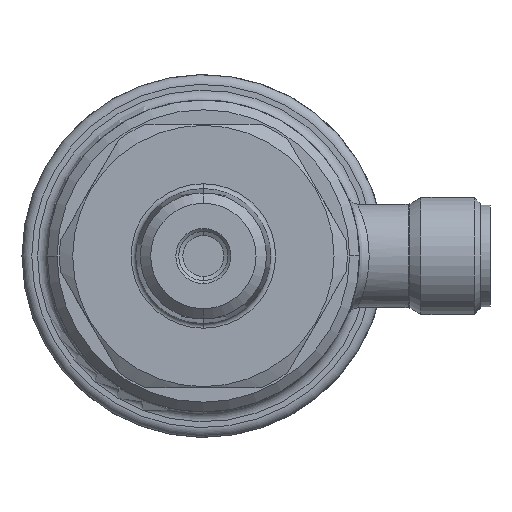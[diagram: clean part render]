
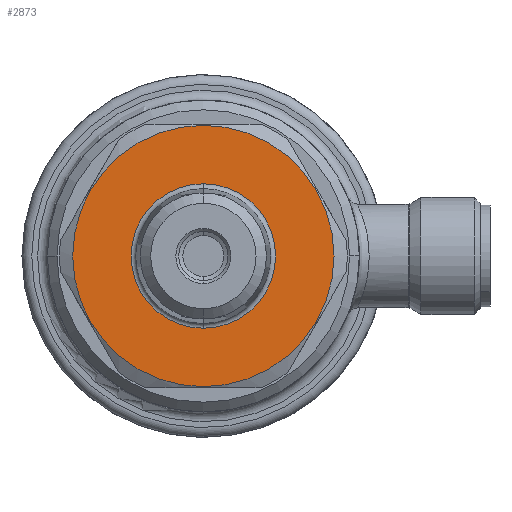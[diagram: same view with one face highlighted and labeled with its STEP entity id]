
A CAD part, front view. The second image highlights one B-rep face of the part: STEP entity #2873.
In plain terms, the highlighted planar face has unit normal (0, -1, 0).
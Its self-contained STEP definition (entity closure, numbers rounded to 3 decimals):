
#57 = CIRCLE ( 'NONE', #1219, 13.4 ) ;
#83 = DIRECTION ( 'NONE',  ( 0., 0., -1. ) ) ;
#100 = DIRECTION ( 'NONE',  ( 0., -1., 0. ) ) ;
#226 = CARTESIAN_POINT ( 'NONE',  ( 13.4, 17., 0. ) ) ;
#264 = EDGE_LOOP ( 'NONE', ( #5774, #5231 ) ) ;
#466 = EDGE_LOOP ( 'NONE', ( #4178, #3253 ) ) ;
#475 = VERTEX_POINT ( 'NONE', #5444 ) ;
#656 = AXIS2_PLACEMENT_3D ( 'NONE', #1988, #6346, #2661 ) ;
#673 = VERTEX_POINT ( 'NONE', #3567 ) ;
#700 = DIRECTION ( 'NONE',  ( 0., -1., 0. ) ) ;
#1219 = AXIS2_PLACEMENT_3D ( 'NONE', #4676, #700, #5257 ) ;
#1892 = VERTEX_POINT ( 'NONE', #5866 ) ;
#1988 = CARTESIAN_POINT ( 'NONE',  ( 0., 17., 0. ) ) ;
#2115 = DIRECTION ( 'NONE',  ( 0., 0., -1. ) ) ;
#2133 = DIRECTION ( 'NONE',  ( 0., -1., 0. ) ) ;
#2164 = CARTESIAN_POINT ( 'NONE',  ( 0., 17., 0. ) ) ;
#2295 = AXIS2_PLACEMENT_3D ( 'NONE', #3027, #7245, #3674 ) ;
#2310 = PLANE ( 'NONE',  #4787 ) ;
#2496 = CARTESIAN_POINT ( 'NONE',  ( 0., 17., 7.41 ) ) ;
#2661 = DIRECTION ( 'NONE',  ( 0., 0., -1. ) ) ;
#2873 = ADVANCED_FACE ( 'NONE', ( #6638, #6827 ), #2310, .T. ) ;
#3027 = CARTESIAN_POINT ( 'NONE',  ( 0., 17., 0. ) ) ;
#3107 = CIRCLE ( 'NONE', #2295, 7.41 ) ;
#3253 = ORIENTED_EDGE ( 'NONE', *, *, #6923, .T. ) ;
#3437 = CIRCLE ( 'NONE', #656, 7.41 ) ;
#3567 = CARTESIAN_POINT ( 'NONE',  ( 0., 17., -7.41 ) ) ;
#3674 = DIRECTION ( 'NONE',  ( 0., 0., -1. ) ) ;
#4178 = ORIENTED_EDGE ( 'NONE', *, *, #5138, .T. ) ;
#4676 = CARTESIAN_POINT ( 'NONE',  ( 0., 17., 0. ) ) ;
#4787 = AXIS2_PLACEMENT_3D ( 'NONE', #226, #100, #83 ) ;
#5138 = EDGE_CURVE ( 'NONE', #475, #1892, #7177, .T. ) ;
#5231 = ORIENTED_EDGE ( 'NONE', *, *, #6417, .T. ) ;
#5257 = DIRECTION ( 'NONE',  ( 0., 0., -1. ) ) ;
#5444 = CARTESIAN_POINT ( 'NONE',  ( 0., 17., 13.4 ) ) ;
#5774 = ORIENTED_EDGE ( 'NONE', *, *, #7808, .T. ) ;
#5866 = CARTESIAN_POINT ( 'NONE',  ( 0., 17., -13.4 ) ) ;
#5990 = AXIS2_PLACEMENT_3D ( 'NONE', #2164, #2133, #2115 ) ;
#6346 = DIRECTION ( 'NONE',  ( 0., 1., 0. ) ) ;
#6417 = EDGE_CURVE ( 'NONE', #7600, #673, #3107, .T. ) ;
#6638 = FACE_BOUND ( 'NONE', #264, .T. ) ;
#6827 = FACE_OUTER_BOUND ( 'NONE', #466, .T. ) ;
#6923 = EDGE_CURVE ( 'NONE', #1892, #475, #57, .T. ) ;
#7177 = CIRCLE ( 'NONE', #5990, 13.4 ) ;
#7245 = DIRECTION ( 'NONE',  ( 0., 1., 0. ) ) ;
#7600 = VERTEX_POINT ( 'NONE', #2496 ) ;
#7808 = EDGE_CURVE ( 'NONE', #673, #7600, #3437, .T. ) ;
